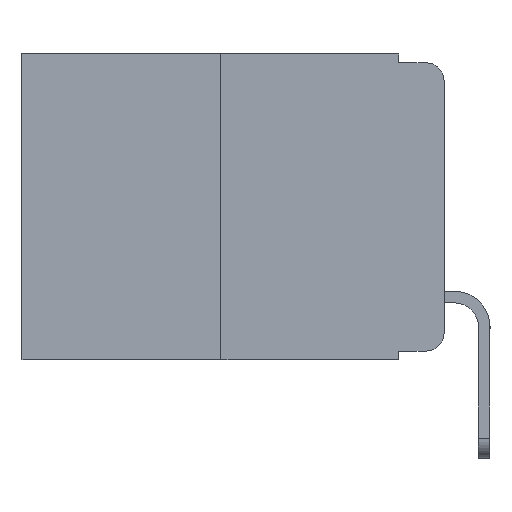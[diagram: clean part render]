
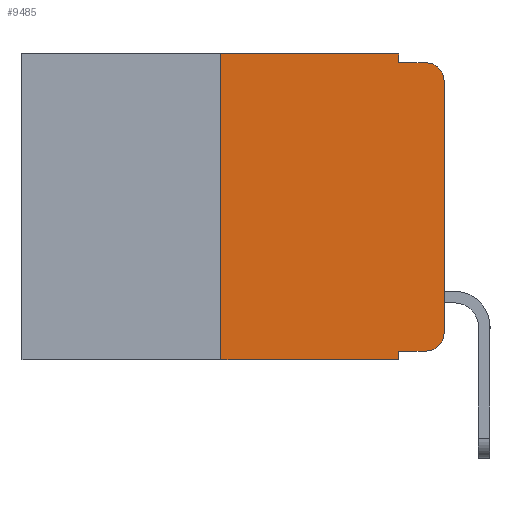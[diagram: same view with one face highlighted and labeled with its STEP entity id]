
A CAD part, left-side view. The second image highlights one B-rep face of the part: STEP entity #9485.
In plain terms, the highlighted planar face has unit normal (-1, 0, 0).
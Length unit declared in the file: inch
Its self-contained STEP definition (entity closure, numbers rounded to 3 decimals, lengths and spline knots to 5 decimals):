
#8 = ORIENTED_EDGE ( 'NONE', *, *, #15803, .T. ) ;
#122 = CARTESIAN_POINT ( 'NONE',  ( 0., 0., 0. ) ) ;
#209 = ORIENTED_EDGE ( 'NONE', *, *, #15885, .T. ) ;
#618 = ORIENTED_EDGE ( 'NONE', *, *, #15360, .F. ) ;
#656 = ORIENTED_EDGE ( 'NONE', *, *, #15362, .F. ) ;
#957 = ORIENTED_EDGE ( 'NONE', *, *, #12270, .F. ) ;
#1817 = VERTEX_POINT ( 'NONE', #17272 ) ;
#2101 = ORIENTED_EDGE ( 'NONE', *, *, #15427, .F. ) ;
#2453 = CARTESIAN_POINT ( 'NONE',  ( 0., 0.473, 0. ) ) ;
#2687 = DIRECTION ( 'NONE',  ( 0., -1., 0. ) ) ;
#2942 = VECTOR ( 'NONE', #14645, 39.37008 ) ;
#2962 = ORIENTED_EDGE ( 'NONE', *, *, #14298, .T. ) ;
#3168 = VECTOR ( 'NONE', #3519, 39.37008 ) ;
#3193 = EDGE_LOOP ( 'NONE', ( #6035, #7697, #618, #656, #957, #2101, #2962, #3302, #8, #209 ) ) ;
#3293 = CARTESIAN_POINT ( 'NONE',  ( 0., 0.051, 0. ) ) ;
#3302 = ORIENTED_EDGE ( 'NONE', *, *, #15757, .F. ) ;
#3393 = VECTOR ( 'NONE', #8462, 39.37008 ) ;
#3465 = DIRECTION ( 'NONE',  ( 0., -1., 0. ) ) ;
#3519 = DIRECTION ( 'NONE',  ( 0., 0., 1. ) ) ;
#3622 = VECTOR ( 'NONE', #16589, 39.37008 ) ;
#3839 = VERTEX_POINT ( 'NONE', #8786 ) ;
#3956 = DIRECTION ( 'NONE',  ( 0., 0., -1. ) ) ;
#3971 = CARTESIAN_POINT ( 'NONE',  ( 0., 0.473, -0.343 ) ) ;
#4049 = LINE ( 'NONE', #122, #7942 ) ;
#4128 = CARTESIAN_POINT ( 'NONE',  ( 0., 0.051, -0.333 ) ) ;
#4685 = LINE ( 'NONE', #14717, #3393 ) ;
#4809 = AXIS2_PLACEMENT_3D ( 'NONE', #8690, #17281, #10037 ) ;
#5039 = AXIS2_PLACEMENT_3D ( 'NONE', #2453, #12236, #3956 ) ;
#5083 = FACE_OUTER_BOUND ( 'NONE', #3193, .T. ) ;
#5652 = VERTEX_POINT ( 'NONE', #10143 ) ;
#5763 = CARTESIAN_POINT ( 'NONE',  ( 0., 0.051, -0.01 ) ) ;
#6035 = ORIENTED_EDGE ( 'NONE', *, *, #15272, .T. ) ;
#6167 = CARTESIAN_POINT ( 'NONE',  ( 0., 0.02, -0.03 ) ) ;
#6257 = LINE ( 'NONE', #4128, #10500 ) ;
#6295 = VERTEX_POINT ( 'NONE', #10579 ) ;
#6303 = CARTESIAN_POINT ( 'NONE',  ( 0., 0.051, 0. ) ) ;
#6527 = LINE ( 'NONE', #13053, #3168 ) ;
#6859 = VECTOR ( 'NONE', #16450, 39.37008 ) ;
#7029 = LINE ( 'NONE', #6303, #3622 ) ;
#7697 = ORIENTED_EDGE ( 'NONE', *, *, #15295, .T. ) ;
#7721 = DIRECTION ( 'NONE',  ( 0., 0., -1. ) ) ;
#7789 = CARTESIAN_POINT ( 'NONE',  ( 0., 0.051, -0.01 ) ) ;
#7942 = VECTOR ( 'NONE', #11643, 39.37008 ) ;
#8156 = VERTEX_POINT ( 'NONE', #15494 ) ;
#8462 = DIRECTION ( 'NONE',  ( 0., 0., -1. ) ) ;
#8690 = CARTESIAN_POINT ( 'NONE',  ( 0., 0.02, -0.313 ) ) ;
#8786 = CARTESIAN_POINT ( 'NONE',  ( 0., 0.02, -0.333 ) ) ;
#9241 = CIRCLE ( 'NONE', #4809, 0.02 ) ;
#9330 = VERTEX_POINT ( 'NONE', #16603 ) ;
#9485 = ADVANCED_FACE ( 'NONE', ( #5083 ), #13385, .F. ) ;
#10037 = DIRECTION ( 'NONE',  ( 0., 0., -1. ) ) ;
#10143 = CARTESIAN_POINT ( 'NONE',  ( 0., 0.25, -0.343 ) ) ;
#10500 = VECTOR ( 'NONE', #2687, 39.37008 ) ;
#10579 = CARTESIAN_POINT ( 'NONE',  ( 0., 0., -0.03 ) ) ;
#11643 = DIRECTION ( 'NONE',  ( 0., 0., 1. ) ) ;
#12159 = VERTEX_POINT ( 'NONE', #5763 ) ;
#12236 = DIRECTION ( 'NONE',  ( 1., 0., 0. ) ) ;
#12270 = EDGE_CURVE ( 'NONE', #16724, #12272, #13781, .T. ) ;
#12272 = VERTEX_POINT ( 'NONE', #3293 ) ;
#12292 = VERTEX_POINT ( 'NONE', #15306 ) ;
#12400 = CARTESIAN_POINT ( 'NONE',  ( 0., 0.25, 0. ) ) ;
#13053 = CARTESIAN_POINT ( 'NONE',  ( 0., 0.25, 0. ) ) ;
#13385 = PLANE ( 'NONE',  #5039 ) ;
#13554 = VECTOR ( 'NONE', #3465, 39.37008 ) ;
#13781 = LINE ( 'NONE', #15254, #6859 ) ;
#13888 = AXIS2_PLACEMENT_3D ( 'NONE', #6167, #15296, #7721 ) ;
#14098 = LINE ( 'NONE', #3971, #2942 ) ;
#14298 = EDGE_CURVE ( 'NONE', #5652, #12292, #14098, .T. ) ;
#14645 = DIRECTION ( 'NONE',  ( 0., -1., 0. ) ) ;
#14717 = CARTESIAN_POINT ( 'NONE',  ( 0., 0.051, 0. ) ) ;
#15254 = CARTESIAN_POINT ( 'NONE',  ( 0., 0.473, 0. ) ) ;
#15272 = EDGE_CURVE ( 'NONE', #1817, #6295, #4049, .T. ) ;
#15295 = EDGE_CURVE ( 'NONE', #6295, #8156, #15813, .T. ) ;
#15296 = DIRECTION ( 'NONE',  ( -1., 0., 0. ) ) ;
#15306 = CARTESIAN_POINT ( 'NONE',  ( 0., 0.051, -0.343 ) ) ;
#15360 = EDGE_CURVE ( 'NONE', #12159, #8156, #16713, .T. ) ;
#15362 = EDGE_CURVE ( 'NONE', #12272, #12159, #7029, .T. ) ;
#15427 = EDGE_CURVE ( 'NONE', #5652, #16724, #6527, .T. ) ;
#15494 = CARTESIAN_POINT ( 'NONE',  ( 0., 0.02, -0.01 ) ) ;
#15757 = EDGE_CURVE ( 'NONE', #9330, #12292, #4685, .T. ) ;
#15803 = EDGE_CURVE ( 'NONE', #9330, #3839, #6257, .T. ) ;
#15813 = CIRCLE ( 'NONE', #13888, 0.02 ) ;
#15885 = EDGE_CURVE ( 'NONE', #3839, #1817, #9241, .T. ) ;
#16450 = DIRECTION ( 'NONE',  ( 0., -1., 0. ) ) ;
#16589 = DIRECTION ( 'NONE',  ( 0., 0., -1. ) ) ;
#16603 = CARTESIAN_POINT ( 'NONE',  ( 0., 0.051, -0.333 ) ) ;
#16713 = LINE ( 'NONE', #7789, #13554 ) ;
#16724 = VERTEX_POINT ( 'NONE', #12400 ) ;
#17272 = CARTESIAN_POINT ( 'NONE',  ( 0., 0., -0.313 ) ) ;
#17281 = DIRECTION ( 'NONE',  ( -1., 0., 0. ) ) ;
